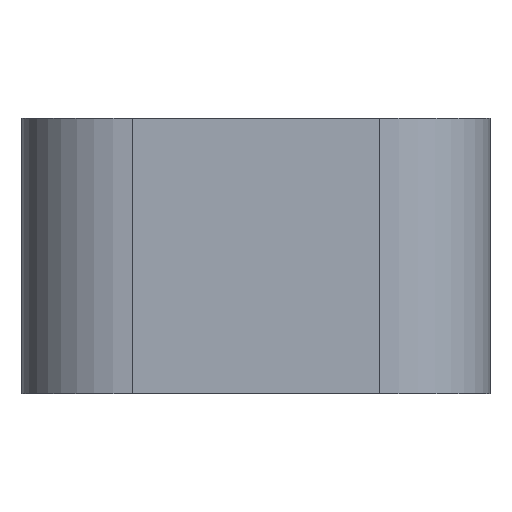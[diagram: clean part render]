
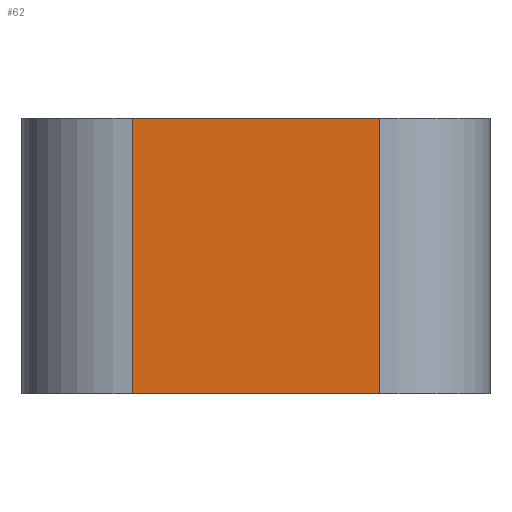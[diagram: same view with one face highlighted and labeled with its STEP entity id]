
A CAD part, left-side view. The second image highlights one B-rep face of the part: STEP entity #62.
In plain terms, the highlighted planar face has unit normal (-1, 0, 0).
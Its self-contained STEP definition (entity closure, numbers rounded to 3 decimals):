
#62 = ADVANCED_FACE( '', ( #131 ), #132, .F. );
#131 = FACE_OUTER_BOUND( '', #204, .T. );
#132 = PLANE( '', #205 );
#204 = EDGE_LOOP( '', ( #326, #327, #328, #329 ) );
#205 = AXIS2_PLACEMENT_3D( '', #330, #331, #332 );
#326 = ORIENTED_EDGE( '', *, *, #432, .T. );
#327 = ORIENTED_EDGE( '', *, *, #466, .T. );
#328 = ORIENTED_EDGE( '', *, *, #468, .F. );
#329 = ORIENTED_EDGE( '', *, *, #469, .T. );
#330 = CARTESIAN_POINT( '', ( -22.5, 8.5, 10. ) );
#331 = DIRECTION( '', ( 1., 0., 0. ) );
#332 = DIRECTION( '', ( 0., 0., -1. ) );
#432 = EDGE_CURVE( '', #512, #510, #513, .T. );
#466 = EDGE_CURVE( '', #510, #564, #566, .F. );
#468 = EDGE_CURVE( '', #568, #564, #569, .T. );
#469 = EDGE_CURVE( '', #568, #512, #570, .T. );
#510 = VERTEX_POINT( '', #620 );
#512 = VERTEX_POINT( '', #622 );
#513 = LINE( '', #623, #624 );
#564 = VERTEX_POINT( '', #691 );
#566 = LINE( '', #693, #694 );
#568 = VERTEX_POINT( '', #696 );
#569 = LINE( '', #697, #698 );
#570 = LINE( '', #699, #700 );
#620 = CARTESIAN_POINT( '', ( -22.5, -4.5, 0. ) );
#622 = CARTESIAN_POINT( '', ( -22.5, 4.5, 0. ) );
#623 = CARTESIAN_POINT( '', ( -22.5, 8.5, 0. ) );
#624 = VECTOR( '', #748, 1000. );
#691 = CARTESIAN_POINT( '', ( -22.5, -4.5, 10. ) );
#693 = CARTESIAN_POINT( '', ( -22.5, -4.5, 10. ) );
#694 = VECTOR( '', #795, 1000. );
#696 = CARTESIAN_POINT( '', ( -22.5, 4.5, 10. ) );
#697 = CARTESIAN_POINT( '', ( -22.5, 8.5, 10. ) );
#698 = VECTOR( '', #796, 1000. );
#699 = CARTESIAN_POINT( '', ( -22.5, 4.5, 10. ) );
#700 = VECTOR( '', #797, 1000. );
#748 = DIRECTION( '', ( 0., -1., 0. ) );
#795 = DIRECTION( '', ( 0., 0., -1. ) );
#796 = DIRECTION( '', ( 0., -1., 0. ) );
#797 = DIRECTION( '', ( 0., 0., -1. ) );
